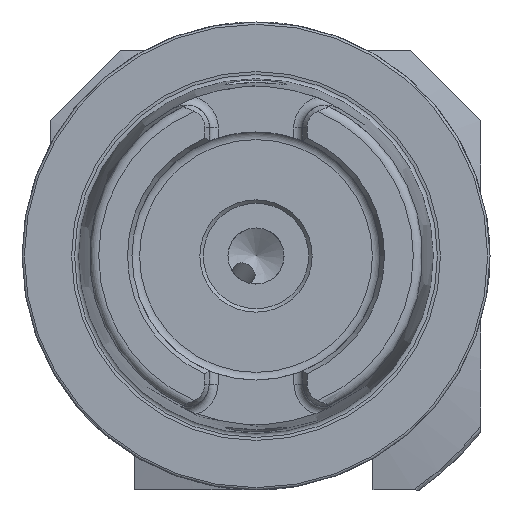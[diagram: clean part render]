
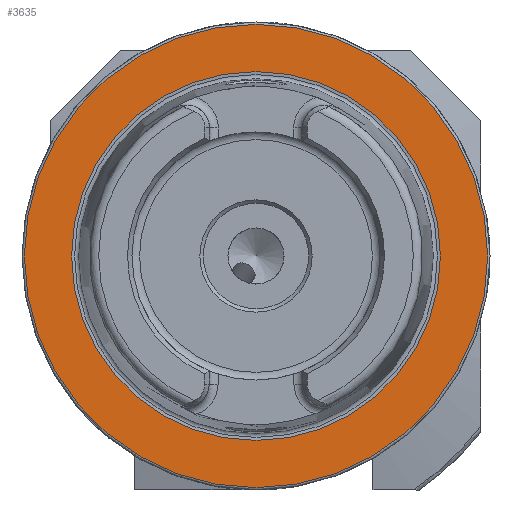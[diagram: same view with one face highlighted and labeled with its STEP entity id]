
A CAD part, left-side view. The second image highlights one B-rep face of the part: STEP entity #3635.
In plain terms, the highlighted planar face has unit normal (-1, 0, 0).
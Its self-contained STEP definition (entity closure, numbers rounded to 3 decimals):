
#937 = DIRECTION ( 'NONE',  ( 0., 0., 1. ) ) ;
#1133 = CIRCLE ( 'NONE', #7156, 49.5 ) ;
#2029 = DIRECTION ( 'NONE',  ( 1., 0., 0. ) ) ;
#2073 = FACE_BOUND ( 'NONE', #7189, .T. ) ;
#2132 = CIRCLE ( 'NONE', #5880, 39.405 ) ;
#2155 = CARTESIAN_POINT ( 'NONE',  ( 0., 0., 0. ) ) ;
#2222 = EDGE_CURVE ( 'NONE', #5989, #5989, #2132, .T. ) ;
#2916 = DIRECTION ( 'NONE',  ( -1., 0., 0. ) ) ;
#3404 = DIRECTION ( 'NONE',  ( 0., 0., 1. ) ) ;
#3412 = CARTESIAN_POINT ( 'NONE',  ( 0., 0., 39.405 ) ) ;
#3635 = ADVANCED_FACE ( 'NONE', ( #2073, #6561 ), #7747, .F. ) ;
#4059 = DIRECTION ( 'NONE',  ( -1., 0., 0. ) ) ;
#4200 = VERTEX_POINT ( 'NONE', #7434 ) ;
#4201 = CARTESIAN_POINT ( 'NONE',  ( 0., 0., 0. ) ) ;
#4350 = EDGE_LOOP ( 'NONE', ( #5553 ) ) ;
#5257 = CARTESIAN_POINT ( 'NONE',  ( 0., 49.5, 0. ) ) ;
#5553 = ORIENTED_EDGE ( 'NONE', *, *, #7405, .T. ) ;
#5876 = DIRECTION ( 'NONE',  ( 0., 0., -1. ) ) ;
#5880 = AXIS2_PLACEMENT_3D ( 'NONE', #2155, #4059, #3404 ) ;
#5989 = VERTEX_POINT ( 'NONE', #3412 ) ;
#6561 = FACE_OUTER_BOUND ( 'NONE', #4350, .T. ) ;
#7156 = AXIS2_PLACEMENT_3D ( 'NONE', #4201, #2916, #937 ) ;
#7189 = EDGE_LOOP ( 'NONE', ( #7708 ) ) ;
#7405 = EDGE_CURVE ( 'NONE', #4200, #4200, #1133, .T. ) ;
#7434 = CARTESIAN_POINT ( 'NONE',  ( 0., 0., 49.5 ) ) ;
#7708 = ORIENTED_EDGE ( 'NONE', *, *, #2222, .F. ) ;
#7747 = PLANE ( 'NONE',  #7987 ) ;
#7987 = AXIS2_PLACEMENT_3D ( 'NONE', #5257, #2029, #5876 ) ;
